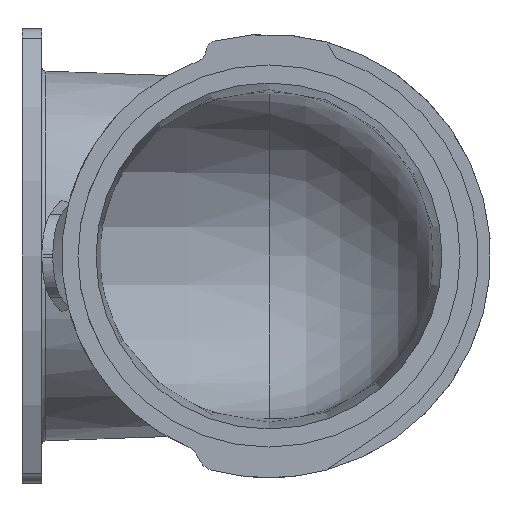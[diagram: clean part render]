
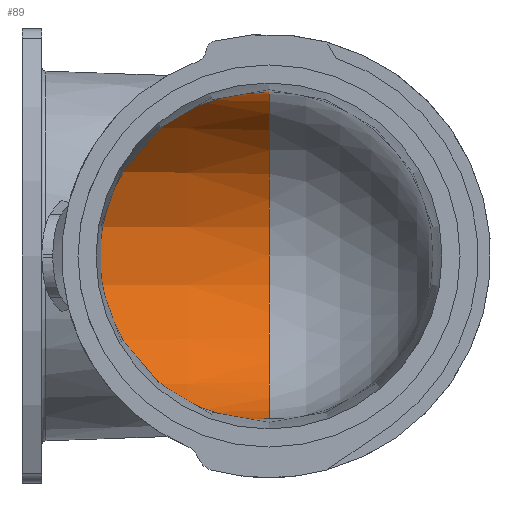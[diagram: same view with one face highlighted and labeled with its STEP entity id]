
A CAD part, front view. The second image highlights one B-rep face of the part: STEP entity #89.
In plain terms, the highlighted conical face has half-angle 1.588 degrees and reference radius 47.5 mm.
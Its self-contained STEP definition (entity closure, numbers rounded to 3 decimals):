
#89 = ADVANCED_FACE( '', ( #169, #170 ), #171, .F. );
#169 = FACE_BOUND( '', #319, .T. );
#170 = FACE_OUTER_BOUND( '', #320, .T. );
#171 = CONICAL_SURFACE( '', #321, 47.5, 0.028 );
#319 = EDGE_LOOP( '', ( #562, #563 ) );
#320 = EDGE_LOOP( '', ( #564 ) );
#321 = AXIS2_PLACEMENT_3D( '', #565, #566, #567 );
#562 = ORIENTED_EDGE( '', *, *, #970, .T. );
#563 = ORIENTED_EDGE( '', *, *, #971, .T. );
#564 = ORIENTED_EDGE( '', *, *, #972, .F. );
#565 = CARTESIAN_POINT( '', ( 0., 3.9, 0. ) );
#566 = DIRECTION( '', ( -1., 0., 0. ) );
#567 = DIRECTION( '', ( 0., 0., 1. ) );
#970 = EDGE_CURVE( '', #1161, #1162, #1163, .T. );
#971 = EDGE_CURVE( '', #1162, #1161, #1164, .T. );
#972 = EDGE_CURVE( '', #1165, #1165, #1166, .T. );
#1161 = VERTEX_POINT( '', #1699 );
#1162 = VERTEX_POINT( '', #1700 );
#1163 = B_SPLINE_CURVE_WITH_KNOTS( '', 3, ( #1701, #1702, #1703, #1704, #1705, #1706, #1707, #1708, #1709, #1710, #1711, #1712, #1713, #1714, #1715, #1716, #1717, #1718, #1719, #1720, #1721, #1722, #1723, #1724, #1725, #1726, #1727, #1728, #1729, #1730, #1731, #1732, #1733, #1734, #1735, #1736, #1737, #1738, #1739, #1740, #1741, #1742, #1743, #1744, #1745, #1746, #1747, #1748, #1749, #1750, #1751, #1752, #1753, #1754, #1755, #1756, #1757, #1758, #1759, #1760, #1761, #1762, #1763, #1764, #1765, #1766, #1767, #1768, #1769, #1770, #1771, #1772, #1773, #1774, #1775, #1776, #1777, #1778, #1779, #1780, #1781, #1782 ), .UNSPECIFIED., .F., .F., ( 4, 2, 2, 2, 2, 2, 2, 2, 2, 2, 2, 2, 2, 2, 2, 2, 2, 2, 2, 2, 2, 2, 2, 2, 2, 2, 2, 2, 2, 2, 2, 2, 2, 2, 2, 2, 2, 2, 2, 2, 4 ), ( 0.007, 0.009, 0.012, 0.018, 0.023, 0.029, 0.04, 0.046, 0.051, 0.057, 0.063, 0.065, 0.068, 0.074, 0.077, 0.078, 0.079, 0.085, 0.091, 0.096, 0.102, 0.103, 0.105, 0.107, 0.113, 0.116, 0.119, 0.124, 0.127, 0.13, 0.135, 0.141, 0.147, 0.149, 0.152, 0.163, 0.175, 0.177, 0.18, 0.183, 0.186 ), .UNSPECIFIED. );
#1164 = CIRCLE( '', #1783, 45.6 );
#1165 = VERTEX_POINT( '', #1784 );
#1166 = CIRCLE( '', #1785, 47.5 );
#1699 = CARTESIAN_POINT( '', ( 68.52, 3.9, 45.6 ) );
#1700 = CARTESIAN_POINT( '', ( 68.52, 3.9, -45.6 ) );
#1701 = CARTESIAN_POINT( '', ( 68.52, 3.9, 45.6 ) );
#1702 = CARTESIAN_POINT( '', ( 67.858, 3.246, 45.618 ) );
#1703 = CARTESIAN_POINT( '', ( 67.2, 2.588, 45.622 ) );
#1704 = CARTESIAN_POINT( '', ( 65.882, 1.273, 45.602 ) );
#1705 = CARTESIAN_POINT( '', ( 65.225, 0.617, 45.578 ) );
#1706 = CARTESIAN_POINT( '', ( 63.255, -1.352, 45.462 ) );
#1707 = CARTESIAN_POINT( '', ( 61.945, -2.662, 45.329 ) );
#1708 = CARTESIAN_POINT( '', ( 59.33, -5.276, 44.947 ) );
#1709 = CARTESIAN_POINT( '', ( 58.023, -6.583, 44.698 ) );
#1710 = CARTESIAN_POINT( '', ( 55.436, -9.17, 44.085 ) );
#1711 = CARTESIAN_POINT( '', ( 54.154, -10.452, 43.723 ) );
#1712 = CARTESIAN_POINT( '', ( 50.343, -14.262, 42.46 ) );
#1713 = CARTESIAN_POINT( '', ( 47.85, -16.755, 41.389 ) );
#1714 = CARTESIAN_POINT( '', ( 44.19, -20.414, 39.396 ) );
#1715 = CARTESIAN_POINT( '', ( 42.982, -21.622, 38.667 ) );
#1716 = CARTESIAN_POINT( '', ( 40.601, -24.003, 37.068 ) );
#1717 = CARTESIAN_POINT( '', ( 39.44, -25.165, 36.207 ) );
#1718 = CARTESIAN_POINT( '', ( 37.178, -27.426, 34.354 ) );
#1719 = CARTESIAN_POINT( '', ( 36.078, -28.527, 33.362 ) );
#1720 = CARTESIAN_POINT( '', ( 33.944, -30.66, 31.234 ) );
#1721 = CARTESIAN_POINT( '', ( 32.911, -31.693, 30.099 ) );
#1722 = CARTESIAN_POINT( '', ( 31.418, -33.186, 28.275 ) );
#1723 = CARTESIAN_POINT( '', ( 30.929, -33.676, 27.645 ) );
#1724 = CARTESIAN_POINT( '', ( 29.979, -34.625, 26.352 ) );
#1725 = CARTESIAN_POINT( '', ( 29.518, -35.086, 25.689 ) );
#1726 = CARTESIAN_POINT( '', ( 28.182, -36.423, 23.651 ) );
#1727 = CARTESIAN_POINT( '', ( 27.35, -37.254, 22.225 ) );
#1728 = CARTESIAN_POINT( '', ( 26.202, -38.402, 19.975 ) );
#1729 = CARTESIAN_POINT( '', ( 25.836, -38.768, 19.206 ) );
#1730 = CARTESIAN_POINT( '', ( 25.314, -39.29, 18.024 ) );
#1731 = CARTESIAN_POINT( '', ( 25.144, -39.46, 17.624 ) );
#1732 = CARTESIAN_POINT( '', ( 24.814, -39.79, 16.815 ) );
#1733 = CARTESIAN_POINT( '', ( 24.654, -39.95, 16.405 ) );
#1734 = CARTESIAN_POINT( '', ( 23.88, -40.724, 14.339 ) );
#1735 = CARTESIAN_POINT( '', ( 23.353, -41.251, 12.64 ) );
#1736 = CARTESIAN_POINT( '', ( 22.494, -42.111, 9.146 ) );
#1737 = CARTESIAN_POINT( '', ( 22.161, -42.443, 7.35 ) );
#1738 = CARTESIAN_POINT( '', ( 21.711, -42.893, 3.65 ) );
#1739 = CARTESIAN_POINT( '', ( 21.601, -43.003, 1.802 ) );
#1740 = CARTESIAN_POINT( '', ( 21.605, -42.999, -1.891 ) );
#1741 = CARTESIAN_POINT( '', ( 21.719, -42.886, -3.736 ) );
#1742 = CARTESIAN_POINT( '', ( 22.002, -42.602, -6.039 ) );
#1743 = CARTESIAN_POINT( '', ( 22.067, -42.538, -6.5 ) );
#1744 = CARTESIAN_POINT( '', ( 22.208, -42.397, -7.414 ) );
#1745 = CARTESIAN_POINT( '', ( 22.285, -42.319, -7.868 ) );
#1746 = CARTESIAN_POINT( '', ( 22.535, -42.069, -9.219 ) );
#1747 = CARTESIAN_POINT( '', ( 22.728, -41.876, -10.106 ) );
#1748 = CARTESIAN_POINT( '', ( 23.379, -41.225, -12.73 ) );
#1749 = CARTESIAN_POINT( '', ( 23.91, -40.694, -14.429 ) );
#1750 = CARTESIAN_POINT( '', ( 24.844, -39.761, -16.906 ) );
#1751 = CARTESIAN_POINT( '', ( 25.176, -39.428, -17.716 ) );
#1752 = CARTESIAN_POINT( '', ( 25.875, -38.729, -19.29 ) );
#1753 = CARTESIAN_POINT( '', ( 26.242, -38.362, -20.057 ) );
#1754 = CARTESIAN_POINT( '', ( 27.393, -37.211, -22.302 ) );
#1755 = CARTESIAN_POINT( '', ( 28.227, -36.378, -23.725 ) );
#1756 = CARTESIAN_POINT( '', ( 29.566, -35.039, -25.758 ) );
#1757 = CARTESIAN_POINT( '', ( 30.027, -34.578, -26.419 ) );
#1758 = CARTESIAN_POINT( '', ( 30.978, -33.627, -27.709 ) );
#1759 = CARTESIAN_POINT( '', ( 31.468, -33.136, -28.338 ) );
#1760 = CARTESIAN_POINT( '', ( 32.964, -31.64, -30.159 ) );
#1761 = CARTESIAN_POINT( '', ( 33.998, -30.606, -31.292 ) );
#1762 = CARTESIAN_POINT( '', ( 36.132, -28.472, -33.412 ) );
#1763 = CARTESIAN_POINT( '', ( 37.232, -27.373, -34.4 ) );
#1764 = CARTESIAN_POINT( '', ( 39.49, -25.114, -36.245 ) );
#1765 = CARTESIAN_POINT( '', ( 40.649, -23.955, -37.102 ) );
#1766 = CARTESIAN_POINT( '', ( 42.43, -22.175, -38.295 ) );
#1767 = CARTESIAN_POINT( '', ( 43.032, -21.573, -38.677 ) );
#1768 = CARTESIAN_POINT( '', ( 44.241, -20.364, -39.408 ) );
#1769 = CARTESIAN_POINT( '', ( 44.849, -19.756, -39.756 ) );
#1770 = CARTESIAN_POINT( '', ( 47.903, -16.702, -41.414 ) );
#1771 = CARTESIAN_POINT( '', ( 50.392, -14.213, -42.479 ) );
#1772 = CARTESIAN_POINT( '', ( 55.452, -9.153, -44.15 ) );
#1773 = CARTESIAN_POINT( '', ( 58.024, -6.582, -44.756 ) );
#1774 = CARTESIAN_POINT( '', ( 61.288, -3.319, -45.233 ) );
#1775 = CARTESIAN_POINT( '', ( 61.943, -2.663, -45.314 ) );
#1776 = CARTESIAN_POINT( '', ( 63.255, -1.352, -45.448 ) );
#1777 = CARTESIAN_POINT( '', ( 63.912, -0.696, -45.501 ) );
#1778 = CARTESIAN_POINT( '', ( 65.226, 0.617, -45.578 ) );
#1779 = CARTESIAN_POINT( '', ( 65.884, 1.275, -45.602 ) );
#1780 = CARTESIAN_POINT( '', ( 67.2, 2.589, -45.622 ) );
#1781 = CARTESIAN_POINT( '', ( 67.858, 3.247, -45.618 ) );
#1782 = CARTESIAN_POINT( '', ( 68.52, 3.9, -45.6 ) );
#1783 = AXIS2_PLACEMENT_3D( '', #2128, #2129, #2130 );
#1784 = CARTESIAN_POINT( '', ( 0., 3.9, -47.5 ) );
#1785 = AXIS2_PLACEMENT_3D( '', #2131, #2132, #2133 );
#2128 = CARTESIAN_POINT( '', ( 68.52, 3.9, 0. ) );
#2129 = DIRECTION( '', ( 1., 0., 0. ) );
#2130 = DIRECTION( '', ( 0., 0., -1. ) );
#2131 = CARTESIAN_POINT( '', ( 0., 3.9, 0. ) );
#2132 = DIRECTION( '', ( 1., 0., 0. ) );
#2133 = DIRECTION( '', ( 0., 0., -1. ) );
